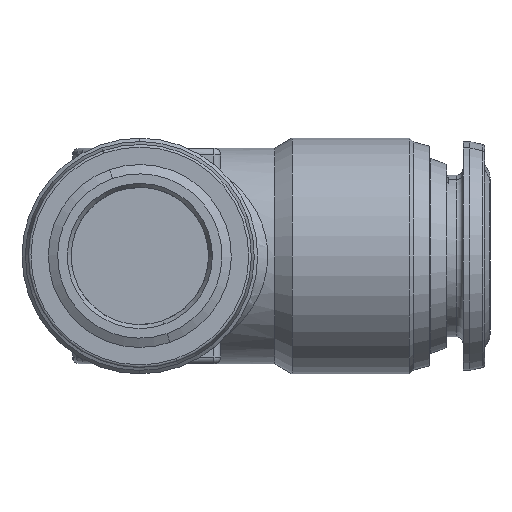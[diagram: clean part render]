
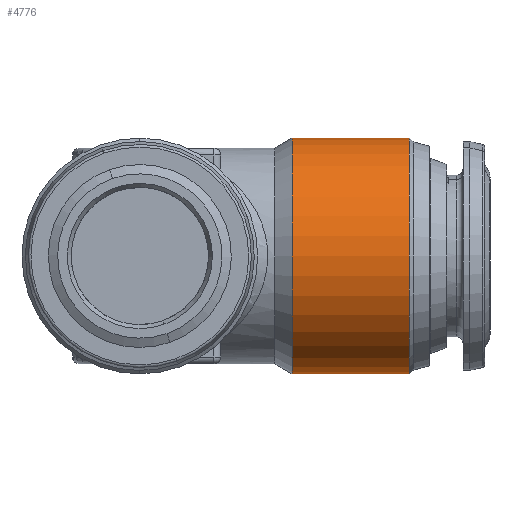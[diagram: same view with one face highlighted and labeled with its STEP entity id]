
A CAD part, left-side view. The second image highlights one B-rep face of the part: STEP entity #4776.
In plain terms, the highlighted cylindrical face has radius 8.75 mm (diameter 17.5 mm), a partial arc.
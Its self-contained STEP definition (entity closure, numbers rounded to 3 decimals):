
#227 = ORIENTED_EDGE ( 'NONE', *, *, #4576, .F. ) ;
#228 = ORIENTED_EDGE ( 'NONE', *, *, #4683, .T. ) ;
#229 = ORIENTED_EDGE ( 'NONE', *, *, #4577, .T. ) ;
#230 = ORIENTED_EDGE ( 'NONE', *, *, #4684, .T. ) ;
#548 = CIRCLE ( 'NONE', #6642, 8.75 ) ;
#549 = CIRCLE ( 'NONE', #6643, 8.75 ) ;
#916 = CARTESIAN_POINT ( 'NONE',  ( 0., 11.101, 0. ) ) ;
#917 = DIRECTION ( 'NONE',  ( 0., -1., 0. ) ) ;
#918 = DIRECTION ( 'NONE',  ( 0., 0., -1. ) ) ;
#919 = CARTESIAN_POINT ( 'NONE',  ( 0., 2.378, 0. ) ) ;
#920 = DIRECTION ( 'NONE',  ( 0., 1., 0. ) ) ;
#921 = DIRECTION ( 'NONE',  ( 0., 0., 1. ) ) ;
#1356 = AXIS2_PLACEMENT_3D ( 'NONE', #5859, #5860, #5868 ) ;
#2499 = LINE ( 'NONE', #4268, #2502 ) ;
#2501 = LINE ( 'NONE', #4270, #2504 ) ;
#2502 = VECTOR ( 'NONE', #4269, 1000. ) ;
#2504 = VECTOR ( 'NONE', #4272, 1000. ) ;
#4268 = CARTESIAN_POINT ( 'NONE',  ( 0., 0., 8.75 ) ) ;
#4269 = DIRECTION ( 'NONE',  ( 0., -1., 0. ) ) ;
#4270 = CARTESIAN_POINT ( 'NONE',  ( 0., 0., -8.75 ) ) ;
#4272 = DIRECTION ( 'NONE',  ( 0., -1., 0. ) ) ;
#4576 = EDGE_CURVE ( 'NONE', #6415, #6378, #2499, .T. ) ;
#4577 = EDGE_CURVE ( 'NONE', #6420, #6379, #2501, .T. ) ;
#4683 = EDGE_CURVE ( 'NONE', #6415, #6420, #548, .T. ) ;
#4684 = EDGE_CURVE ( 'NONE', #6379, #6378, #549, .T. ) ;
#4776 = ADVANCED_FACE ( 'NONE', ( #7687 ), #7695, .T. ) ;
#5237 = CARTESIAN_POINT ( 'NONE',  ( 0., 2.378, 8.75 ) ) ;
#5238 = CARTESIAN_POINT ( 'NONE',  ( 0., 2.378, -8.75 ) ) ;
#5274 = CARTESIAN_POINT ( 'NONE',  ( 0., 11.101, 8.75 ) ) ;
#5279 = CARTESIAN_POINT ( 'NONE',  ( 0., 11.101, -8.75 ) ) ;
#5859 = CARTESIAN_POINT ( 'NONE',  ( 0., 0., 0. ) ) ;
#5860 = DIRECTION ( 'NONE',  ( 0., -1., 0. ) ) ;
#5868 = DIRECTION ( 'NONE',  ( 0., 0., -1. ) ) ;
#6378 = VERTEX_POINT ( 'NONE', #5237 ) ;
#6379 = VERTEX_POINT ( 'NONE', #5238 ) ;
#6415 = VERTEX_POINT ( 'NONE', #5274 ) ;
#6420 = VERTEX_POINT ( 'NONE', #5279 ) ;
#6642 = AXIS2_PLACEMENT_3D ( 'NONE', #916, #917, #918 ) ;
#6643 = AXIS2_PLACEMENT_3D ( 'NONE', #919, #920, #921 ) ;
#7687 = FACE_OUTER_BOUND ( 'NONE', #8106, .T. ) ;
#7695 = CYLINDRICAL_SURFACE ( 'NONE', #1356, 8.75 ) ;
#8106 = EDGE_LOOP ( 'NONE', ( #227, #228, #229, #230 ) ) ;
